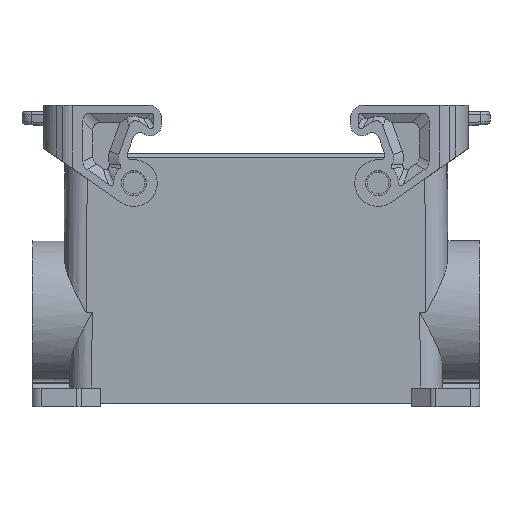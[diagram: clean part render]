
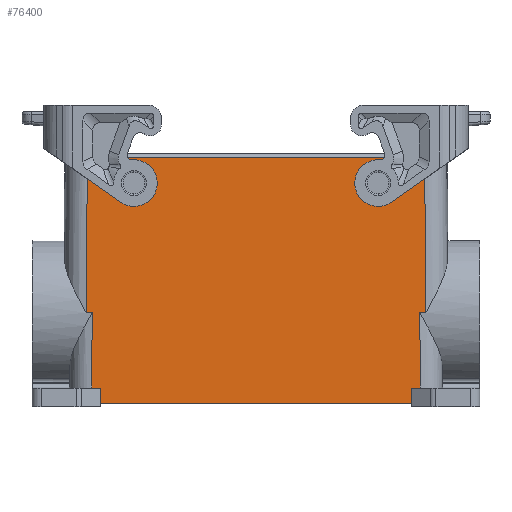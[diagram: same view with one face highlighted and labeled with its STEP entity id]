
A CAD part, front view. The second image highlights one B-rep face of the part: STEP entity #76400.
In plain terms, the highlighted face is planar.
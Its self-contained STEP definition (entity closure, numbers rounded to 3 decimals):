
#6460=CARTESIAN_POINT('',(-80.893,-26.195,
23.435));
#6470=VERTEX_POINT('',#6460);
#6500=CARTESIAN_POINT('',(-90.554,-26.195,
23.435));
#6510=DIRECTION('',(-1.,0.,0.));
#6520=VECTOR('',#6510,1.);
#6530=LINE('',#6500,#6520);
#6540=CARTESIAN_POINT('',(-78.912,-26.195,
23.435));
#6550=VERTEX_POINT('',#6540);
#6560=EDGE_CURVE('',#6550,#6470,#6530,.T.);
#11030=CARTESIAN_POINT('',(26.419,-26.195,
23.435));
#11040=VERTEX_POINT('',#11030);
#11070=CARTESIAN_POINT('',(24.821,-26.195,
23.435));
#11080=DIRECTION('',(1.,0.,0.));
#11090=VECTOR('',#11080,1.);
#11100=LINE('',#11070,#11090);
#11110=CARTESIAN_POINT('',(28.4,-26.195,
23.435));
#11120=VERTEX_POINT('',#11110);
#11130=EDGE_CURVE('',#11040,#11120,#11100,.T.);
#71760=CARTESIAN_POINT('',(-80.466,23.6,23.));
#71770=VERTEX_POINT('',#71760);
#72430=CARTESIAN_POINT('',(27.973,23.6,23.))
;
#72440=VERTEX_POINT('',#72430);
#72470=CARTESIAN_POINT('',(0.,23.6,23.));
#72480=DIRECTION('',(1.,0.,0.));
#72490=VECTOR('',#72480,1.);
#72500=LINE('',#72470,#72490);
#72510=EDGE_CURVE('',#71770,#72440,#72500,.T.);
#73020=CARTESIAN_POINT('',(0.,-50.4,23.646));
#73030=DIRECTION('',(1.,0.,0.));
#73040=VECTOR('',#73030,1.);
#73050=LINE('',#73020,#73040);
#73060=CARTESIAN_POINT('',(23.753,-50.4,23.646));
#73070=VERTEX_POINT('',#73060);
#73080=CARTESIAN_POINT('',(26.624,-50.4,23.646))
;
#73090=VERTEX_POINT('',#73080);
#73100=EDGE_CURVE('',#73070,#73090,#73050,.T.);
#74430=CARTESIAN_POINT('',(-61.997,15.5,
23.071));
#74440=VERTEX_POINT('',#74430);
#74620=CARTESIAN_POINT('',(-68.997,15.5,
23.071));
#74630=VERTEX_POINT('',#74620);
#74660=CARTESIAN_POINT('',(-65.497,15.5,
23.071));
#74670=DIRECTION('',(0.,0.009,
1.));
#74680=DIRECTION('',(0.,1.,
-0.009));
#74690=AXIS2_PLACEMENT_3D('',#74660,#74670,#74680);
#74700=ELLIPSE('',#74690,3.5,3.5);
#74710=EDGE_CURVE('',#74440,#74630,#74700,.T.);
#75270=CARTESIAN_POINT('',(23.125,0.,23.206));
#75280=DIRECTION('',(-0.012,1.,
-0.009));
#75290=VECTOR('',#75280,1.);
#75300=LINE('',#75270,#75290);
#75310=CARTESIAN_POINT('',(23.816,-55.4,23.689)
);
#75320=VERTEX_POINT('',#75310);
#75330=EDGE_CURVE('',#75320,#73070,#75300,.T.);
#75600=CARTESIAN_POINT('',(-74.247,1.601,
23.192));
#75610=DIRECTION('',(0.,0.009,
1.));
#75620=DIRECTION('',(1.,0.,0.));
#75630=AXIS2_PLACEMENT_3D('',#75600,#75610,#75620);
#75640=PLANE('',#75630);
#75650=EDGE_CURVE('',#74630,#74440,#74700,.T.);
#75660=ORIENTED_EDGE('',*,*,#75650,.F.);
#75670=ORIENTED_EDGE('',*,*,#74710,.F.);
#75680=EDGE_LOOP('',(#75670,#75660));
#75690=FACE_BOUND('',#75680,.T.);
#75700=CARTESIAN_POINT('',(13.003,15.5,
23.071));
#75710=DIRECTION('',(0.,0.009,
1.));
#75720=DIRECTION('',(0.,1.,
-0.009));
#75730=AXIS2_PLACEMENT_3D('',#75700,#75710,#75720);
#75740=ELLIPSE('',#75730,3.5,3.5);
#75750=CARTESIAN_POINT('',(9.503,15.5,
23.071));
#75760=VERTEX_POINT('',#75750);
#75770=CARTESIAN_POINT('',(16.503,15.5,
23.071));
#75780=VERTEX_POINT('',#75770);
#75790=EDGE_CURVE('',#75760,#75780,#75740,.T.);
#75800=ORIENTED_EDGE('',*,*,#75790,.F.);
#75810=EDGE_CURVE('',#75780,#75760,#75740,.T.);
#75820=ORIENTED_EDGE('',*,*,#75810,.F.);
#75830=EDGE_LOOP('',(#75820,#75800));
#75840=FACE_BOUND('',#75830,.T.);
#75850=CARTESIAN_POINT('',(-78.688,0.061,
23.205));
#75860=DIRECTION('',(-0.009,-1.,
0.009));
#75870=VECTOR('',#75860,1.);
#75880=LINE('',#75850,#75870);
#75890=CARTESIAN_POINT('',(-79.117,-50.4,23.646
));
#75900=VERTEX_POINT('',#75890);
#75910=EDGE_CURVE('',#6550,#75900,#75880,.T.);
#75920=ORIENTED_EDGE('',*,*,#75910,.T.);
#75930=ORIENTED_EDGE('',*,*,#6560,.F.);
#75940=CARTESIAN_POINT('',(-80.668,0.061,
23.205));
#75950=DIRECTION('',(0.009,1.,
-0.009));
#75960=VECTOR('',#75950,1.);
#75970=LINE('',#75940,#75960);
#75980=EDGE_CURVE('',#6470,#71770,#75970,.T.);
#75990=ORIENTED_EDGE('',*,*,#75980,.F.);
#76000=ORIENTED_EDGE('',*,*,#72510,.F.);
#76010=CARTESIAN_POINT('',(28.175,0.061,
23.205));
#76020=DIRECTION('',(-0.009,1.,
-0.009));
#76030=VECTOR('',#76020,1.);
#76040=LINE('',#76010,#76030);
#76050=EDGE_CURVE('',#11120,#72440,#76040,.T.);
#76060=ORIENTED_EDGE('',*,*,#76050,.T.);
#76070=ORIENTED_EDGE('',*,*,#11130,.T.);
#76080=CARTESIAN_POINT('',(26.195,0.061,
23.205));
#76090=DIRECTION('',(-0.009,1.,
-0.009));
#76100=VECTOR('',#76090,1.);
#76110=LINE('',#76080,#76100);
#76120=EDGE_CURVE('',#73090,#11040,#76110,.T.);
#76130=ORIENTED_EDGE('',*,*,#76120,.T.);
#76140=ORIENTED_EDGE('',*,*,#73100,.T.);
#76150=ORIENTED_EDGE('',*,*,#75330,.T.);
#76160=CARTESIAN_POINT('',(0.,-55.4,23.689));
#76170=DIRECTION('',(-1.,0.,0.));
#76180=VECTOR('',#76170,1.);
#76190=LINE('',#76160,#76180);
#76200=CARTESIAN_POINT('',(-76.309,-55.4,23.689
));
#76210=VERTEX_POINT('',#76200);
#76220=EDGE_CURVE('',#75320,#76210,#76190,.T.);
#76230=ORIENTED_EDGE('',*,*,#76220,.F.);
#76240=CARTESIAN_POINT('',(-75.618,0.,23.206));
#76250=DIRECTION('',(-0.012,-1.,
0.009));
#76260=VECTOR('',#76250,1.);
#76270=LINE('',#76240,#76260);
#76280=CARTESIAN_POINT('',(-76.247,-50.4,23.646)
);
#76290=VERTEX_POINT('',#76280);
#76300=EDGE_CURVE('',#76290,#76210,#76270,.T.);
#76310=ORIENTED_EDGE('',*,*,#76300,.T.);
#76320=CARTESIAN_POINT('',(0.,-50.4,23.646));
#76330=DIRECTION('',(1.,0.,0.));
#76340=VECTOR('',#76330,1.);
#76350=LINE('',#76320,#76340);
#76360=EDGE_CURVE('',#75900,#76290,#76350,.T.);
#76370=ORIENTED_EDGE('',*,*,#76360,.T.);
#76380=EDGE_LOOP('',(#76370,#76310,#76230,#76150,#76140,#76130,#76070,
#76060,#76000,#75990,#75930,#75920));
#76390=FACE_OUTER_BOUND('',#76380,.T.);
#76400=ADVANCED_FACE('',(#75690,#75840,#76390),#75640,.T.);
